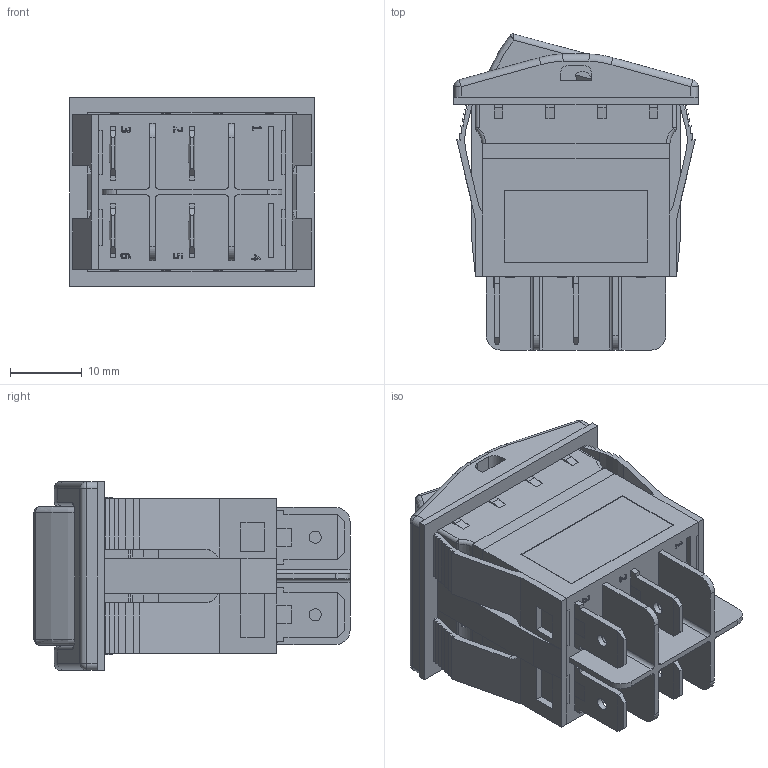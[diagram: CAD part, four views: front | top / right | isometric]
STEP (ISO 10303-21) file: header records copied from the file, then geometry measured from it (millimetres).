
FILE_DESCRIPTION(/* description */ (''),/* implementation_level */ '2;1');
FILE_NAME(/* name */ 'RB541xxx00.stp',/* time_stamp */ '2023-08-30T13:48:15-05:00',/* author */ ('mroman'),/* organization */ (''),/* preprocessor_version */ 'ST-DEVELOPER v18.1',/* originating_system */ 'Autodesk Inventor 2022',/* authorisation */ '');
FILE_SCHEMA (('AUTOMOTIVE_DESIGN { 1 0 10303 214 3 1 1 }'));
Length unit declared in the file: millimetre
Products named in the file (1): RB541xxx00
Bounding box: 34 x 44 x 26.3 mm (x, y, z)
Volume: 9927.5 mm3; surface area: 15007.1 mm2
Topology: 1 solids, 1 shells, 887 faces, 2466 edges, 1578 vertices
Faces by surface type: plane 679, cylinder 109, bspline 71, torus 16, sphere 12
Full cylindrical faces by diameter (mm): 1.7 x4, 8.182 x1, 9.9 x1, 11.5 x1
Entity records: 28771 total; most frequent: CARTESIAN_POINT 6355, ORIENTED_EDGE 4924, DIRECTION 4192, EDGE_CURVE 2462, LINE 2038, VECTOR 2038, VERTEX_POINT 1578, AXIS2_PLACEMENT_3D 1077
